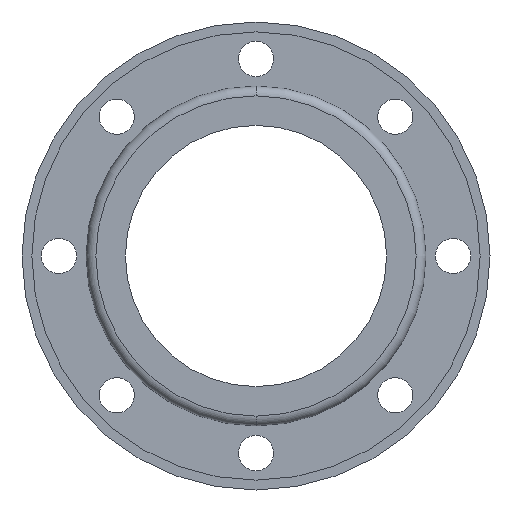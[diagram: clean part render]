
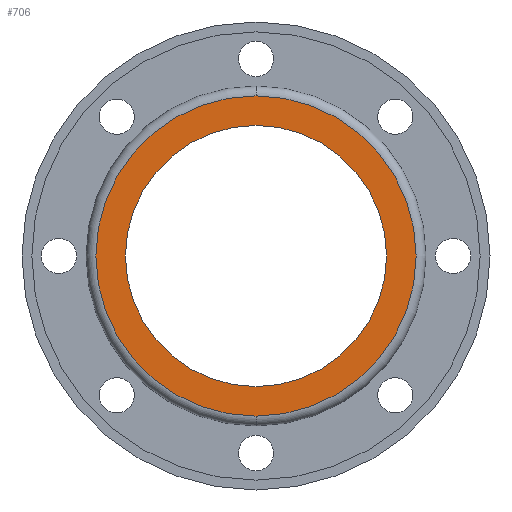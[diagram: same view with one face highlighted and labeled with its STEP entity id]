
A CAD part, front view. The second image highlights one B-rep face of the part: STEP entity #706.
In plain terms, the highlighted planar face has unit normal (0, -1, 0).
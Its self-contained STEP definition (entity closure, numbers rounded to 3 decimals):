
#72 = AXIS2_PLACEMENT_3D ( 'NONE', #519, #499, #1068 ) ;
#96 = DIRECTION ( 'NONE',  ( 0., 0., 1. ) ) ;
#109 = CARTESIAN_POINT ( 'NONE',  ( 0., 0., -79.5 ) ) ;
#112 = CARTESIAN_POINT ( 'NONE',  ( 0., 0., 97.5 ) ) ;
#145 = DIRECTION ( 'NONE',  ( 0., 1., 0. ) ) ;
#158 = DIRECTION ( 'NONE',  ( 0., 0., 1. ) ) ;
#172 = CARTESIAN_POINT ( 'NONE',  ( 0., 0., 0. ) ) ;
#252 = CARTESIAN_POINT ( 'NONE',  ( -97.5, 0., 0. ) ) ;
#256 = AXIS2_PLACEMENT_3D ( 'NONE', #1216, #369, #654 ) ;
#275 = EDGE_LOOP ( 'NONE', ( #643, #789 ) ) ;
#284 = CARTESIAN_POINT ( 'NONE',  ( 0., 0., 79.5 ) ) ;
#305 = CARTESIAN_POINT ( 'NONE',  ( 0., 0., -97.5 ) ) ;
#312 = CIRCLE ( 'NONE', #671, 79.5 ) ;
#369 = DIRECTION ( 'NONE',  ( 0., 1., 0. ) ) ;
#434 = FACE_BOUND ( 'NONE', #275, .T. ) ;
#436 = CIRCLE ( 'NONE', #72, 79.5 ) ;
#443 = ORIENTED_EDGE ( 'NONE', *, *, #553, .F. ) ;
#457 = AXIS2_PLACEMENT_3D ( 'NONE', #252, #1017, #1006 ) ;
#499 = DIRECTION ( 'NONE',  ( 0., 1., 0. ) ) ;
#504 = EDGE_CURVE ( 'NONE', #647, #617, #737, .T. ) ;
#519 = CARTESIAN_POINT ( 'NONE',  ( 0., 0., 0. ) ) ;
#542 = AXIS2_PLACEMENT_3D ( 'NONE', #172, #1125, #96 ) ;
#543 = EDGE_LOOP ( 'NONE', ( #906, #443 ) ) ;
#553 = EDGE_CURVE ( 'NONE', #617, #647, #1222, .T. ) ;
#592 = EDGE_CURVE ( 'NONE', #1214, #886, #436, .T. ) ;
#617 = VERTEX_POINT ( 'NONE', #305 ) ;
#629 = PLANE ( 'NONE',  #457 ) ;
#643 = ORIENTED_EDGE ( 'NONE', *, *, #592, .T. ) ;
#647 = VERTEX_POINT ( 'NONE', #112 ) ;
#654 = DIRECTION ( 'NONE',  ( 0., 0., 1. ) ) ;
#665 = EDGE_CURVE ( 'NONE', #886, #1214, #312, .T. ) ;
#671 = AXIS2_PLACEMENT_3D ( 'NONE', #1116, #145, #158 ) ;
#706 = ADVANCED_FACE ( 'NONE', ( #434, #715 ), #629, .T. ) ;
#715 = FACE_OUTER_BOUND ( 'NONE', #543, .T. ) ;
#737 = CIRCLE ( 'NONE', #542, 97.5 ) ;
#789 = ORIENTED_EDGE ( 'NONE', *, *, #665, .T. ) ;
#886 = VERTEX_POINT ( 'NONE', #109 ) ;
#906 = ORIENTED_EDGE ( 'NONE', *, *, #504, .F. ) ;
#1006 = DIRECTION ( 'NONE',  ( 0., 0., -1. ) ) ;
#1017 = DIRECTION ( 'NONE',  ( 0., -1., 0. ) ) ;
#1068 = DIRECTION ( 'NONE',  ( 0., 0., 1. ) ) ;
#1116 = CARTESIAN_POINT ( 'NONE',  ( 0., 0., 0. ) ) ;
#1125 = DIRECTION ( 'NONE',  ( 0., 1., 0. ) ) ;
#1214 = VERTEX_POINT ( 'NONE', #284 ) ;
#1216 = CARTESIAN_POINT ( 'NONE',  ( 0., 0., 0. ) ) ;
#1222 = CIRCLE ( 'NONE', #256, 97.5 ) ;
